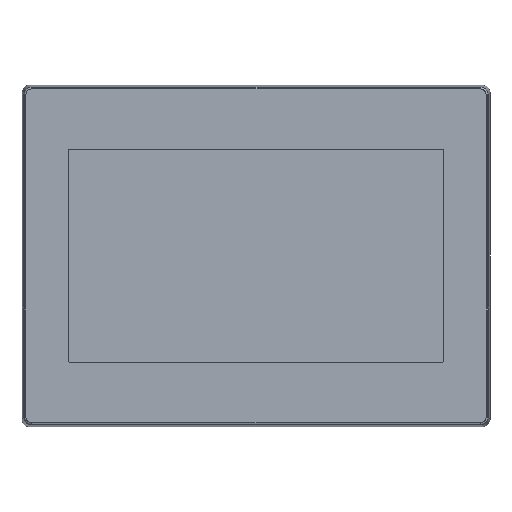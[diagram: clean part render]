
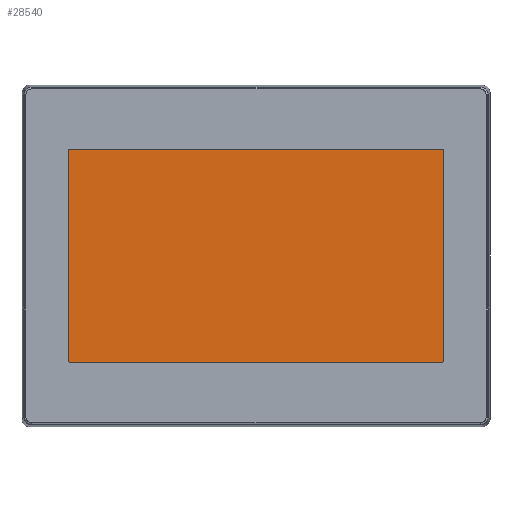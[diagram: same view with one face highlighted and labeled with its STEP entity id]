
A CAD part, top view. The second image highlights one B-rep face of the part: STEP entity #28540.
In plain terms, the highlighted planar face has unit normal (0, 0, 1).
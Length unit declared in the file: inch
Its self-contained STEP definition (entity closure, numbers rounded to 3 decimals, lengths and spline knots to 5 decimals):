
#421 = CARTESIAN_POINT ( 'NONE',  ( 1.88976, -1.08268, 0.34039 ) ) ;
#1770 = AXIS2_PLACEMENT_3D ( 'NONE', #60890, #79050, #41861 ) ;
#3015 = AXIS2_PLACEMENT_3D ( 'NONE', #25390, #13380, #62242 ) ;
#6442 = VERTEX_POINT ( 'NONE', #18518 ) ;
#6644 = CARTESIAN_POINT ( 'NONE',  ( 1.90945, 1.06299, 0.34039 ) ) ;
#7789 = VERTEX_POINT ( 'NONE', #32431 ) ;
#8573 = PLANE ( 'NONE',  #31682 ) ;
#8760 = DIRECTION ( 'NONE',  ( 1., 0., 0. ) ) ;
#9839 = CARTESIAN_POINT ( 'NONE',  ( 1.90945, -1.06299, 0.34039 ) ) ;
#10156 = ORIENTED_EDGE ( 'NONE', *, *, #57310, .T. ) ;
#10828 = VECTOR ( 'NONE', #67152, 39.37008 ) ;
#11788 = DIRECTION ( 'NONE',  ( 0., 0., 1. ) ) ;
#13028 = DIRECTION ( 'NONE',  ( 1., 0., 0. ) ) ;
#13380 = DIRECTION ( 'NONE',  ( 0., 0., 1. ) ) ;
#13773 = VERTEX_POINT ( 'NONE', #20594 ) ;
#15005 = CARTESIAN_POINT ( 'NONE',  ( 1.88976, 1.08268, 0.34039 ) ) ;
#17543 = ORIENTED_EDGE ( 'NONE', *, *, #19487, .T. ) ;
#18518 = CARTESIAN_POINT ( 'NONE',  ( 1.90945, -1.06299, 0.34039 ) ) ;
#19487 = EDGE_CURVE ( 'NONE', #13773, #46441, #38523, .T. ) ;
#19715 = AXIS2_PLACEMENT_3D ( 'NONE', #44478, #11788, #13028 ) ;
#20594 = CARTESIAN_POINT ( 'NONE',  ( -1.88976, -1.08268, 0.34039 ) ) ;
#21203 = DIRECTION ( 'NONE',  ( 0., 0., 1. ) ) ;
#21423 = FACE_OUTER_BOUND ( 'NONE', #59979, .T. ) ;
#21709 = LINE ( 'NONE', #28758, #74816 ) ;
#22406 = VERTEX_POINT ( 'NONE', #61594 ) ;
#23489 = AXIS2_PLACEMENT_3D ( 'NONE', #52217, #21203, #8760 ) ;
#25390 = CARTESIAN_POINT ( 'NONE',  ( -1.88976, -1.06299, 0.34039 ) ) ;
#26419 = CARTESIAN_POINT ( 'NONE',  ( 1.88976, -1.06299, 0.34039 ) ) ;
#26564 = EDGE_CURVE ( 'NONE', #54650, #67836, #64503, .T. ) ;
#28540 = ADVANCED_FACE ( 'NONE', ( #21423 ), #8573, .T. ) ;
#28758 = CARTESIAN_POINT ( 'NONE',  ( -1.90945, -1.06299, 0.34039 ) ) ;
#29079 = ORIENTED_EDGE ( 'NONE', *, *, #59096, .T. ) ;
#30234 = CARTESIAN_POINT ( 'NONE',  ( 1.88976, 1.08268, 0.34039 ) ) ;
#31682 = AXIS2_PLACEMENT_3D ( 'NONE', #26419, #46636, #51650 ) ;
#31879 = CARTESIAN_POINT ( 'NONE',  ( -1.88976, 1.08268, 0.34039 ) ) ;
#32431 = CARTESIAN_POINT ( 'NONE',  ( -1.90945, -1.06299, 0.34039 ) ) ;
#37061 = EDGE_CURVE ( 'NONE', #7789, #13773, #38739, .T. ) ;
#38475 = ORIENTED_EDGE ( 'NONE', *, *, #45571, .T. ) ;
#38523 = LINE ( 'NONE', #421, #80229 ) ;
#38739 = CIRCLE ( 'NONE', #3015, 0.01969 ) ;
#40115 = VECTOR ( 'NONE', #79326, 39.37008 ) ;
#41010 = VERTEX_POINT ( 'NONE', #31879 ) ;
#41861 = DIRECTION ( 'NONE',  ( 1., 0., 0. ) ) ;
#41899 = ORIENTED_EDGE ( 'NONE', *, *, #37061, .T. ) ;
#41916 = LINE ( 'NONE', #15005, #10828 ) ;
#44478 = CARTESIAN_POINT ( 'NONE',  ( -1.88976, 1.06299, 0.34039 ) ) ;
#45387 = CIRCLE ( 'NONE', #1770, 0.01969 ) ;
#45571 = EDGE_CURVE ( 'NONE', #6442, #54650, #66542, .T. ) ;
#46441 = VERTEX_POINT ( 'NONE', #58414 ) ;
#46636 = DIRECTION ( 'NONE',  ( 0., 0., 1. ) ) ;
#46852 = ORIENTED_EDGE ( 'NONE', *, *, #68658, .T. ) ;
#51650 = DIRECTION ( 'NONE',  ( 1., 0., 0. ) ) ;
#52217 = CARTESIAN_POINT ( 'NONE',  ( 1.88976, 1.06299, 0.34039 ) ) ;
#54650 = VERTEX_POINT ( 'NONE', #6644 ) ;
#56761 = ORIENTED_EDGE ( 'NONE', *, *, #63959, .T. ) ;
#57310 = EDGE_CURVE ( 'NONE', #67836, #41010, #41916, .T. ) ;
#58414 = CARTESIAN_POINT ( 'NONE',  ( 1.88976, -1.08268, 0.34039 ) ) ;
#58955 = DIRECTION ( 'NONE',  ( 0., -1., 0. ) ) ;
#59096 = EDGE_CURVE ( 'NONE', #46441, #6442, #45387, .T. ) ;
#59979 = EDGE_LOOP ( 'NONE', ( #41899, #17543, #29079, #38475, #68448, #10156, #46852, #56761 ) ) ;
#60890 = CARTESIAN_POINT ( 'NONE',  ( 1.88976, -1.06299, 0.34039 ) ) ;
#61594 = CARTESIAN_POINT ( 'NONE',  ( -1.90945, 1.06299, 0.34039 ) ) ;
#62242 = DIRECTION ( 'NONE',  ( 1., 0., 0. ) ) ;
#63959 = EDGE_CURVE ( 'NONE', #22406, #7789, #21709, .T. ) ;
#64503 = CIRCLE ( 'NONE', #23489, 0.01969 ) ;
#65989 = CIRCLE ( 'NONE', #19715, 0.01969 ) ;
#66542 = LINE ( 'NONE', #9839, #40115 ) ;
#67152 = DIRECTION ( 'NONE',  ( -1., 0., 0. ) ) ;
#67836 = VERTEX_POINT ( 'NONE', #30234 ) ;
#68448 = ORIENTED_EDGE ( 'NONE', *, *, #26564, .T. ) ;
#68658 = EDGE_CURVE ( 'NONE', #41010, #22406, #65989, .T. ) ;
#74816 = VECTOR ( 'NONE', #58955, 39.37008 ) ;
#75720 = DIRECTION ( 'NONE',  ( 1., 0., 0. ) ) ;
#79050 = DIRECTION ( 'NONE',  ( 0., 0., 1. ) ) ;
#79326 = DIRECTION ( 'NONE',  ( 0., 1., 0. ) ) ;
#80229 = VECTOR ( 'NONE', #75720, 39.37008 ) ;
